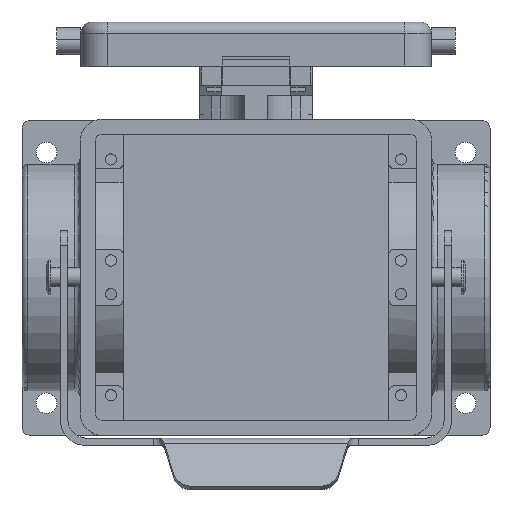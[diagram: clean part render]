
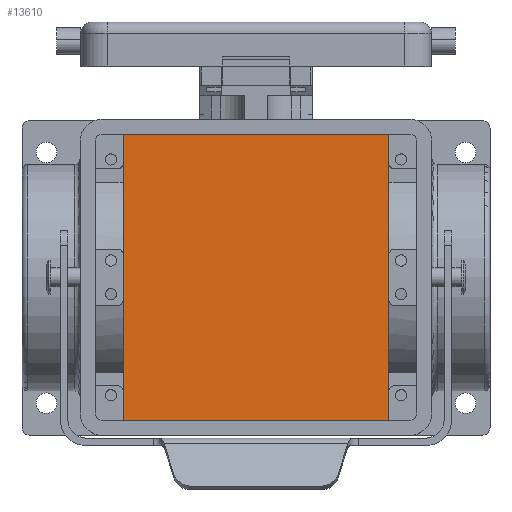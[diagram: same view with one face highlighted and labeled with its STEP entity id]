
A CAD part, top view. The second image highlights one B-rep face of the part: STEP entity #13610.
In plain terms, the highlighted planar face has unit normal (0, 0, 1).
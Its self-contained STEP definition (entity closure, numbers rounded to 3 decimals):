
#8770=CARTESIAN_POINT('',(-35.5,39.,-51.));
#8780=VERTEX_POINT('',#8770);
#9250=CARTESIAN_POINT('',(35.5,39.,-51.));
#9260=VERTEX_POINT('',#9250);
#9290=CARTESIAN_POINT('',(0.,39.,-51.));
#9300=DIRECTION('',(1.,-0.,-0.));
#9310=VECTOR('',#9300,1.);
#9320=LINE('',#9290,#9310);
#9330=EDGE_CURVE('',#8780,#9260,#9320,.T.);
#13310=CARTESIAN_POINT('',(0.,0.,-51.));
#13320=DIRECTION('',(0.,0.,1.));
#13330=DIRECTION('',(1.,0.,0.));
#13340=AXIS2_PLACEMENT_3D('',#13310,#13320,#13330);
#13350=PLANE('',#13340);
#13360=ORIENTED_EDGE('',*,*,#9330,.F.);
#13370=CARTESIAN_POINT('',(35.5,0.,-51.));
#13380=DIRECTION('',(0.,1.,-0.));
#13390=VECTOR('',#13380,1.);
#13400=LINE('',#13370,#13390);
#13410=CARTESIAN_POINT('',(35.5,-39.,-51.));
#13420=VERTEX_POINT('',#13410);
#13430=EDGE_CURVE('',#13420,#9260,#13400,.T.);
#13440=ORIENTED_EDGE('',*,*,#13430,.T.);
#13450=CARTESIAN_POINT('',(0.,-39.,-51.));
#13460=DIRECTION('',(-1.,-0.,-0.));
#13470=VECTOR('',#13460,1.);
#13480=LINE('',#13450,#13470);
#13490=CARTESIAN_POINT('',(-35.5,-39.,-51.));
#13500=VERTEX_POINT('',#13490);
#13510=EDGE_CURVE('',#13420,#13500,#13480,.T.);
#13520=ORIENTED_EDGE('',*,*,#13510,.F.);
#13530=CARTESIAN_POINT('',(-35.5,0.,-51.));
#13540=DIRECTION('',(-0.,-1.,0.));
#13550=VECTOR('',#13540,1.);
#13560=LINE('',#13530,#13550);
#13570=EDGE_CURVE('',#8780,#13500,#13560,.T.);
#13580=ORIENTED_EDGE('',*,*,#13570,.T.);
#13590=EDGE_LOOP('',(#13580,#13520,#13440,#13360));
#13600=FACE_OUTER_BOUND('',#13590,.T.);
#13610=ADVANCED_FACE('',(#13600),#13350,.T.);
